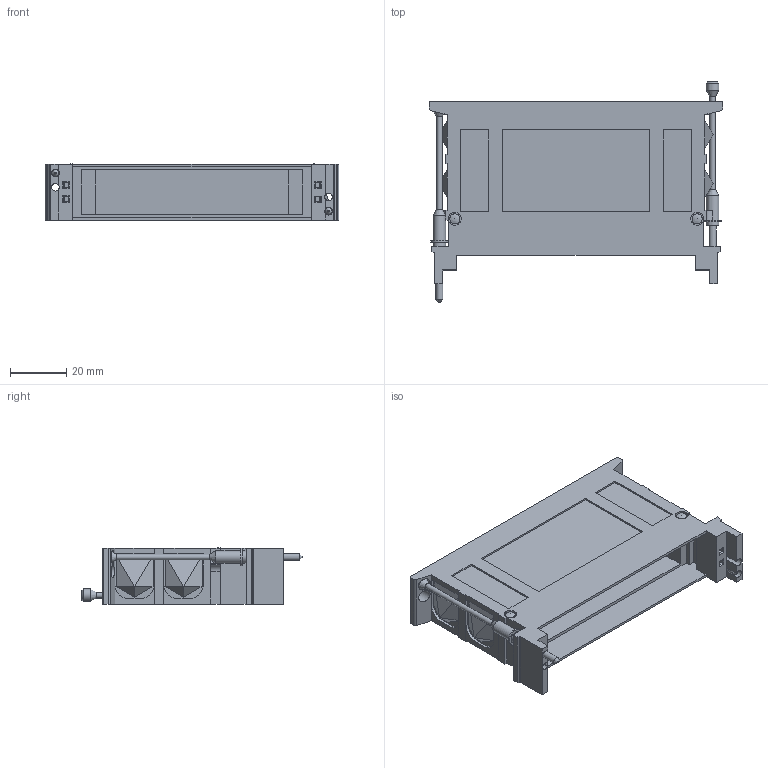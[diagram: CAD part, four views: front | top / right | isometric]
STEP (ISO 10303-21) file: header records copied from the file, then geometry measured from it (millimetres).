
FILE_DESCRIPTION(/* description */ (''),/* implementation_level */ '2;1');
FILE_NAME(/* name */ '100083529ugm000_a.stp',/* time_stamp */ '2012-08-15T07:29:27+02:00',/* author */ (''),/* organization */ (''),/* preprocessor_version */ 'ST-DEVELOPER v11',/* originating_system */ 'SIEMENS PLM Software NX 7.5',/* authorisation */ '');
FILE_SCHEMA (('AUTOMOTIVE_DESIGN { 1 0 10303 214 1 1 1 1 }'));
Length unit declared in the file: millimetre
Products named in the file (1): 100083529ugm000_a
Bounding box: 104.85 x 78.58 x 20.1 mm (x, y, z)
Volume: 36234.2 mm3; surface area: 30932.6 mm2
Topology: 1 solids, 1 shells, 272 faces, 684 edges, 447 vertices
Faces by surface type: plane 216, cylinder 42, cone 12, sphere 2
Full cylindrical faces by diameter (mm): 2 x2, 2.5 x2, 2.72 x4, 3.6 x2, 4.5 x6, 4.55 x2, 4.58 x4, 6.3 x2
Entity records: 8232 total; most frequent: CARTESIAN_POINT 1356, DIRECTION 1291, ORIENTED_EDGE 1280, EDGE_CURVE 640, LINE 535, VECTOR 535, VERTEX_POINT 438, AXIS2_PLACEMENT_3D 378
